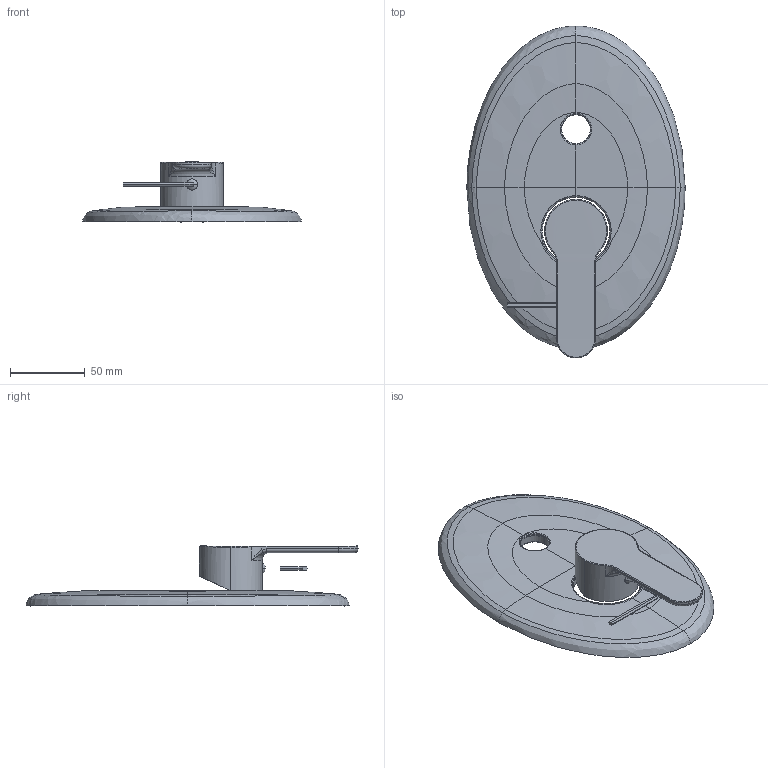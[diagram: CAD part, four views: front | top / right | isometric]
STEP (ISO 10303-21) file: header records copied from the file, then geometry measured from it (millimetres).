
FILE_DESCRIPTION((''),'2;1');
FILE_NAME('BLU015CREST_ASM','2021-02-03T08:26:53',('stefano.gianpani'),('PAFFONI SpA'),'CREO PARAMETRIC BY PTC INC, 2020044','CREO PARAMETRIC BY PTC INC, 2020044','');
FILE_SCHEMA(('CONFIG_CONTROL_DESIGN','SHAPE_APPEARANCE_LAYERS_GROUPS'));
Length unit declared in the file: millimetre
Products named in the file (9): 4061202CR; 592305006A2I; TCF0691105CRRB; CHBR25; 8001114_ASM; 4061182CR; 2091320; 2091319; BLU015CREST_ASM
Assembly tree (8 placements, depth 3):
  BLU015CREST_ASM
    4061202CR
    8001114_ASM
      592305006A2I
      TCF0691105CRRB
      CHBR25
    4061182CR
    2091320
    2091319
Bounding box: 146 x 222 x 40.15 mm (x, y, z)
Volume: 81692.9 mm3; surface area: 71360.8 mm2
Topology: 7 solids, 9 shells, 269 faces, 627 edges, 371 vertices
Faces by surface type: plane 79, cylinder 76, bspline 72, torus 25, cone 15, sphere 2
Entity records: 13482 total; most frequent: CARTESIAN_POINT 5661, ORIENTED_EDGE 1226, DIRECTION 1105, PRESENTATION_STYLE_ASSIGNMENT 626, STYLED_ITEM 626, CURVE_STYLE 617, EDGE_CURVE 617, AXIS2_PLACEMENT_3D 434
